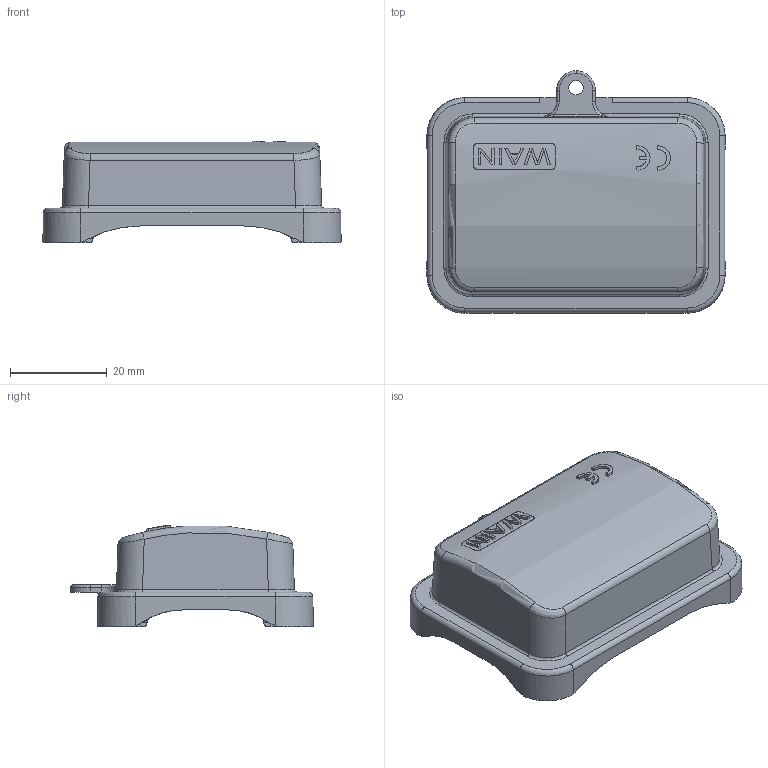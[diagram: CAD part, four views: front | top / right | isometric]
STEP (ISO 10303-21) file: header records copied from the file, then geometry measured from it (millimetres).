
FILE_DESCRIPTION(/* description */ (''),/* implementation_level */ '2;1');
FILE_NAME(/* name */ '1110060008002_02-H6B-CV_C_H6B外壳防尘盖_本色透明.stp',/* time_stamp */ '2024-06-17T14:16:12+08:00',/* author */ (''),/* organization */ (''),/* preprocessor_version */ 'ST-DEVELOPER v18.1',/* originating_system */ 'SIEMENS PLM Software NX 1980',/* authorisation */ '');
FILE_SCHEMA (('AUTOMOTIVE_DESIGN { 1 0 10303 214 3 1 1 1 }'));
Length unit declared in the file: millimetre
Products named in the file (1): 13913950559A7lfw
Bounding box: 61.7 x 50.15 x 21.05 mm (x, y, z)
Volume: 6929.4 mm3; surface area: 11443.8 mm2
Topology: 1 solids, 1 shells, 389 faces, 994 edges, 616 vertices
Faces by surface type: cylinder 143, plane 137, torus 83, bspline 22, cone 4
Entity records: 13524 total; most frequent: CARTESIAN_POINT 5318, ORIENTED_EDGE 1988, DIRECTION 1232, EDGE_CURVE 994, VERTEX_POINT 616, B_SPLINE_CURVE_WITH_KNOTS 560, AXIS2_PLACEMENT_3D 436, EDGE_LOOP 400
